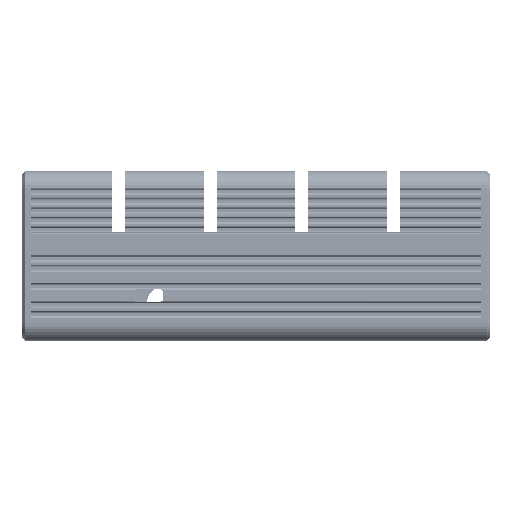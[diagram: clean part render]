
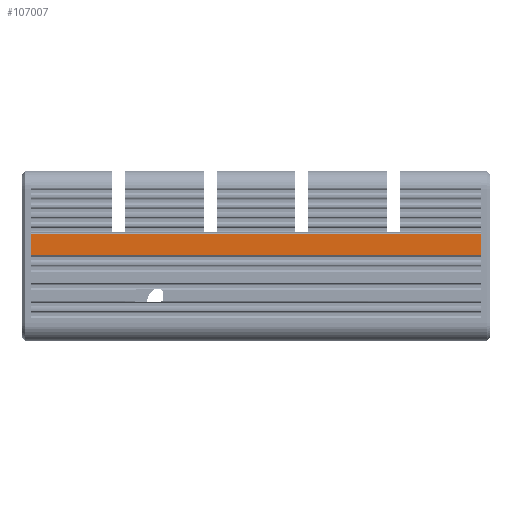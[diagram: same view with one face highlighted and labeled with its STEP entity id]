
A CAD part, front view. The second image highlights one B-rep face of the part: STEP entity #107007.
In plain terms, the highlighted face is planar.
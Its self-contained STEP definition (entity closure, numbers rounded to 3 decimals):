
#6592=FACE_OUTER_BOUND('',#12523,.T.);
#12523=EDGE_LOOP('',(#77230,#77231,#77232,#77233));
#25119=LINE('',#164030,#33506);
#25639=LINE('',#167920,#34026);
#27281=LINE('',#172971,#35668);
#27282=LINE('',#172973,#35669);
#33506=VECTOR('',#126647,4.804);
#34026=VECTOR('',#130039,4.804);
#35668=VECTOR('',#134723,103.5);
#35669=VECTOR('',#134726,103.5);
#41923=VERTEX_POINT('',#164027);
#41924=VERTEX_POINT('',#164029);
#43839=VERTEX_POINT('',#167917);
#43840=VERTEX_POINT('',#167919);
#53311=EDGE_CURVE('',#41923,#41924,#25119,.T.);
#55248=EDGE_CURVE('',#43840,#43839,#25639,.T.);
#57648=EDGE_CURVE('',#43839,#41924,#27281,.T.);
#57649=EDGE_CURVE('',#41923,#43840,#27282,.T.);
#77230=ORIENTED_EDGE('',*,*,#53311,.F.);
#77231=ORIENTED_EDGE('',*,*,#57649,.T.);
#77232=ORIENTED_EDGE('',*,*,#55248,.T.);
#77233=ORIENTED_EDGE('',*,*,#57648,.T.);
#104819=PLANE('',#115056);
#107007=ADVANCED_FACE('',(#6592),#104819,.T.);
#115056=AXIS2_PLACEMENT_3D('',#172972,#134724,#134725);
#126647=DIRECTION('',(0.,0.,-1.));
#130039=DIRECTION('',(0.,0.,-1.));
#134723=DIRECTION('',(-1.,0.,0.));
#134724=DIRECTION('center_axis',(0.,1.,0.));
#134725=DIRECTION('ref_axis',(0.,0.,1.));
#134726=DIRECTION('',(1.,0.,0.));
#164027=CARTESIAN_POINT('',(0.,51.803,-17.393));
#164029=CARTESIAN_POINT('',(0.,51.803,-22.197));
#164030=CARTESIAN_POINT('',(0.,51.803,-17.393));
#167917=CARTESIAN_POINT('',(103.5,51.803,-22.197));
#167919=CARTESIAN_POINT('',(103.5,51.803,-17.393));
#167920=CARTESIAN_POINT('',(103.5,51.803,-17.393));
#172971=CARTESIAN_POINT('',(103.5,51.803,-22.197));
#172972=CARTESIAN_POINT('Origin',(0.,51.803,-22.197));
#172973=CARTESIAN_POINT('',(0.,51.803,-17.393));
